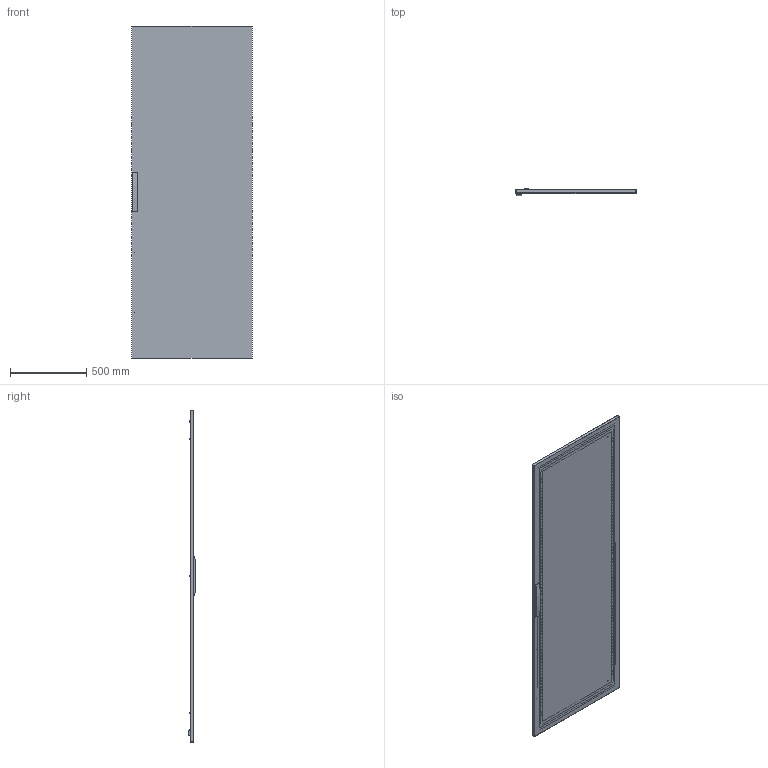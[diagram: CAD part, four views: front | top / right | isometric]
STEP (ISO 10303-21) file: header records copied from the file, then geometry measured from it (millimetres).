
FILE_DESCRIPTION (( 'STEP AP203' ), '1' );
FILE_NAME ('DBE228_Default.step', '2025-05-14T12:49:07', ( 'Windows User' ), ( 'AUTOMATION DIRECT' ), 'SwSTEP 2.0', 'SolidWorks 2024', '' );
FILE_SCHEMA (( 'CONFIG_CONTROL_DESIGN' ));
Length unit declared in the file: millimetre
Products named in the file (2): DBE228; DBE228_Default
Assembly tree (1 placements, depth 2):
  DBE228_Default
    DBE228
Bounding box: 792 x 52.51 x 2184 mm (x, y, z)
Volume: 6382371.9 mm3; surface area: 4025208.2 mm2
Topology: 1 solids, 1 shells, 738 faces, 1719 edges, 1158 vertices
Faces by surface type: plane 364, cylinder 250, cone 123, sphere 1
Full cylindrical faces by diameter (mm): 1 x2, 4.25 x168, 4.5 x2, 4.917 x10, 6 x2, 7 x2, 9 x12
Entity records: 19501 total; most frequent: CARTESIAN_POINT 4496, DIRECTION 3072, ORIENTED_EDGE 2626, EDGE_CURVE 1313, AXIS2_PLACEMENT_3D 1292, EDGE_LOOP 1151, VERTEX_POINT 992, FACE_OUTER_BOUND 912
